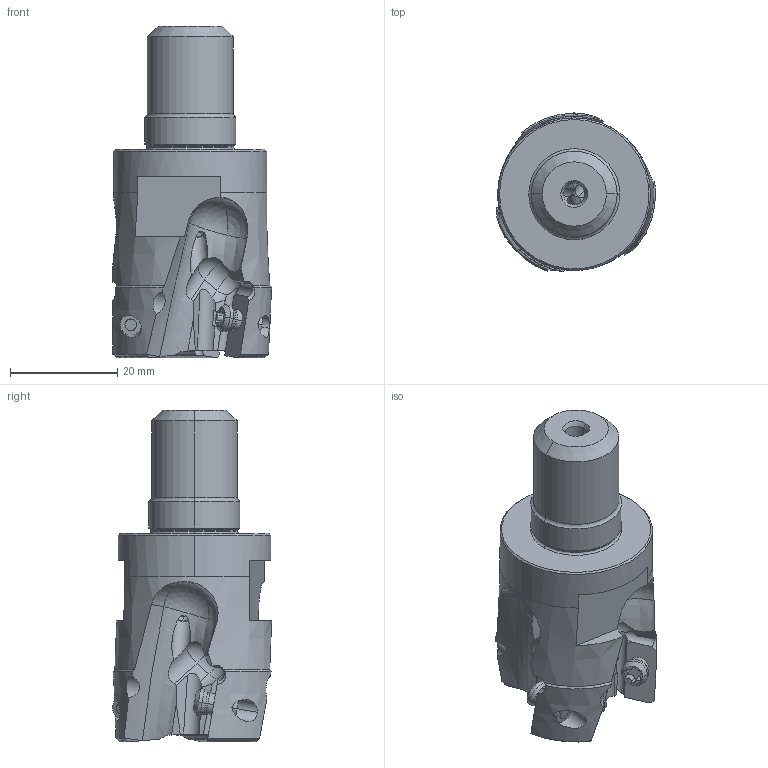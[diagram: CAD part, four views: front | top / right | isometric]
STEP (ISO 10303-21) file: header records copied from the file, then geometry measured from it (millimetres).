
FILE_DESCRIPTION(/* description */ (''),/* implementation_level */ '2;1');
FILE_NAME(/* name */ 'APX4000UR203AM16A40.stp',/* time_stamp */ '2021-09-08T11:43:17+09:00',/* author */ (''),/* organization */ (''),/* preprocessor_version */ 'ST-DEVELOPER v16',/* originating_system */ 'SIEMENS PLM Software NX 10.0',/* authorisation */ '');
FILE_SCHEMA (('AUTOMOTIVE_DESIGN { 1 0 10303 214 3 1 1 1 }'));
Length unit declared in the file: millimetre
Products named in the file (1): APX4000UR203AM16A40_ASM
Bounding box: 29.71 x 29.73 x 61.91 mm (x, y, z)
Volume: 21623.7 mm3; surface area: 7807.3 mm2
Topology: 4 solids, 4 shells, 266 faces, 790 edges, 542 vertices
Faces by surface type: cylinder 114, plane 62, cone 39, torus 24, sphere 21, bspline 6
Entity records: 13187 total; most frequent: CARTESIAN_POINT 6085, ORIENTED_EDGE 1552, DIRECTION 1381, EDGE_CURVE 776, AXIS2_PLACEMENT_3D 605, VERTEX_POINT 523, CIRCLE 290, EDGE_LOOP 283
